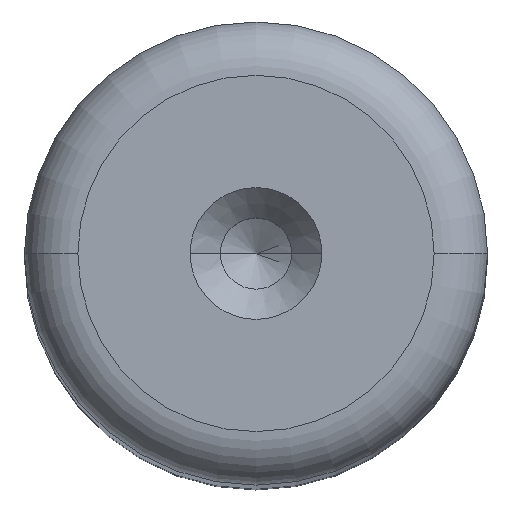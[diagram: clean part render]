
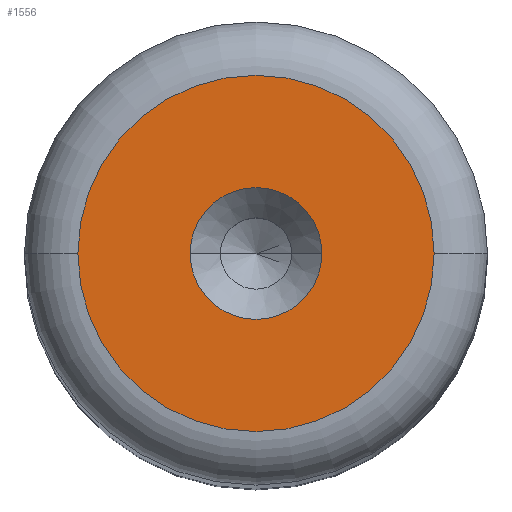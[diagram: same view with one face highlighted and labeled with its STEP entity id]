
A CAD part, top view. The second image highlights one B-rep face of the part: STEP entity #1556.
In plain terms, the highlighted planar face has unit normal (0, 0, 1).
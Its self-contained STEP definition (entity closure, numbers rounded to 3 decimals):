
#27 = EDGE_CURVE ( 'NONE', #634, #1258, #1456, .T. ) ;
#29 = CARTESIAN_POINT ( 'NONE',  ( 0., 0., 80. ) ) ;
#44 = DIRECTION ( 'NONE',  ( 0., 0., 1. ) ) ;
#151 = CARTESIAN_POINT ( 'NONE',  ( 0., 0., 80. ) ) ;
#152 = CARTESIAN_POINT ( 'NONE',  ( 1.85, 0., 80. ) ) ;
#164 = DIRECTION ( 'NONE',  ( 1., 0., 0. ) ) ;
#168 = DIRECTION ( 'NONE',  ( 0., 0., 1. ) ) ;
#233 = AXIS2_PLACEMENT_3D ( 'NONE', #1355, #628, #1479 ) ;
#243 = VERTEX_POINT ( 'NONE', #1498 ) ;
#254 = FACE_OUTER_BOUND ( 'NONE', #704, .T. ) ;
#277 = DIRECTION ( 'NONE',  ( 1., 0., 0. ) ) ;
#285 = CARTESIAN_POINT ( 'NONE',  ( -5., 0., 80. ) ) ;
#451 = ORIENTED_EDGE ( 'NONE', *, *, #1202, .T. ) ;
#530 = AXIS2_PLACEMENT_3D ( 'NONE', #151, #168, #277 ) ;
#619 = DIRECTION ( 'NONE',  ( 0., 0., 1. ) ) ;
#628 = DIRECTION ( 'NONE',  ( 0., 0., 1. ) ) ;
#629 = VERTEX_POINT ( 'NONE', #152 ) ;
#634 = VERTEX_POINT ( 'NONE', #865 ) ;
#704 = EDGE_LOOP ( 'NONE', ( #1280, #451 ) ) ;
#708 = AXIS2_PLACEMENT_3D ( 'NONE', #1343, #619, #1468 ) ;
#762 = CARTESIAN_POINT ( 'NONE',  ( 0., 0., 80. ) ) ;
#777 = ORIENTED_EDGE ( 'NONE', *, *, #1460, .F. ) ;
#865 = CARTESIAN_POINT ( 'NONE',  ( 5., 0., 80. ) ) ;
#879 = DIRECTION ( 'NONE',  ( 0., 0., 1. ) ) ;
#889 = DIRECTION ( 'NONE',  ( 1., 0., 0. ) ) ;
#895 = ORIENTED_EDGE ( 'NONE', *, *, #1174, .F. ) ;
#942 = CIRCLE ( 'NONE', #1213, 5. ) ;
#949 = EDGE_LOOP ( 'NONE', ( #895, #777 ) ) ;
#1130 = PLANE ( 'NONE',  #1521 ) ;
#1174 = EDGE_CURVE ( 'NONE', #629, #243, #1401, .T. ) ;
#1202 = EDGE_CURVE ( 'NONE', #1258, #634, #942, .T. ) ;
#1213 = AXIS2_PLACEMENT_3D ( 'NONE', #29, #879, #164 ) ;
#1258 = VERTEX_POINT ( 'NONE', #285 ) ;
#1280 = ORIENTED_EDGE ( 'NONE', *, *, #27, .T. ) ;
#1343 = CARTESIAN_POINT ( 'NONE',  ( 0., 0., 80. ) ) ;
#1355 = CARTESIAN_POINT ( 'NONE',  ( 0., 0., 80. ) ) ;
#1370 = CIRCLE ( 'NONE', #708, 1.85 ) ;
#1401 = CIRCLE ( 'NONE', #233, 1.85 ) ;
#1456 = CIRCLE ( 'NONE', #530, 5. ) ;
#1460 = EDGE_CURVE ( 'NONE', #243, #629, #1370, .T. ) ;
#1468 = DIRECTION ( 'NONE',  ( 1., 0., 0. ) ) ;
#1479 = DIRECTION ( 'NONE',  ( 1., 0., 0. ) ) ;
#1498 = CARTESIAN_POINT ( 'NONE',  ( -1.85, 0., 80. ) ) ;
#1521 = AXIS2_PLACEMENT_3D ( 'NONE', #762, #44, #889 ) ;
#1545 = FACE_BOUND ( 'NONE', #949, .T. ) ;
#1556 = ADVANCED_FACE ( 'NONE', ( #1545, #254 ), #1130, .T. ) ;
